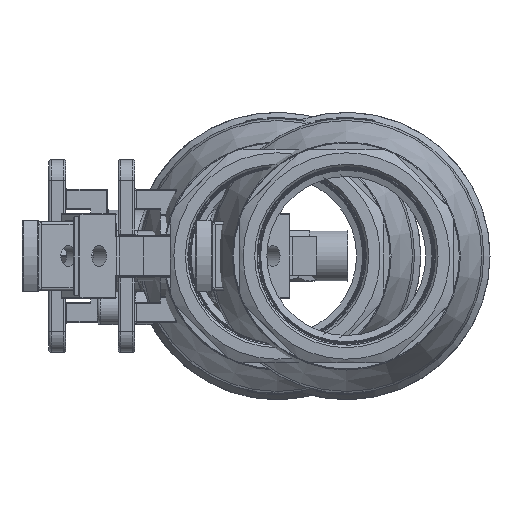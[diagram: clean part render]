
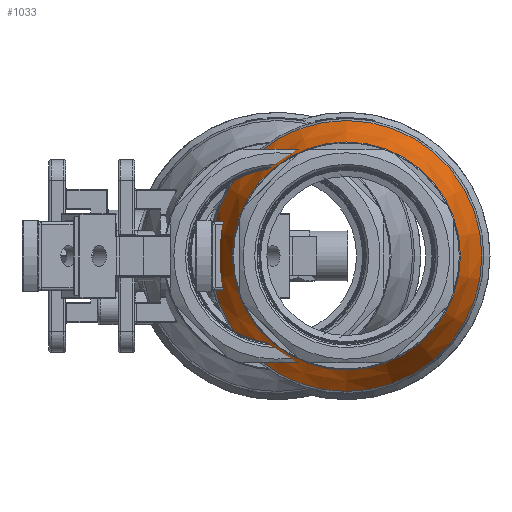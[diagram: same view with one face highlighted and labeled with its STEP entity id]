
A CAD part, left-side view. The second image highlights one B-rep face of the part: STEP entity #1033.
In plain terms, the highlighted conical face has half-angle 22.174 degrees and reference radius 54.5 mm.
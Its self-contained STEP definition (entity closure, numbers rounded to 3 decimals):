
#1033 = ADVANCED_FACE( 'NONE', ( #2765, #2766 ), #2767, .T. );
#2765 = FACE_OUTER_BOUND( '', #7964, .T. );
#2766 = FACE_BOUND( '', #7965, .T. );
#2767 = CONICAL_SURFACE( '', #7966, 54.5, 0.387 );
#7964 = EDGE_LOOP( '', ( #34668 ) );
#7965 = EDGE_LOOP( '', ( #34669 ) );
#7966 = AXIS2_PLACEMENT_3D( '', #34670, #34671, #34672 );
#34668 = ORIENTED_EDGE( '', *, *, #41142, .T. );
#34669 = ORIENTED_EDGE( '', *, *, #41245, .F. );
#34670 = CARTESIAN_POINT( '', ( -53.5, 0., 0. ) );
#34671 = DIRECTION( '', ( 1., 0., 0. ) );
#34672 = DIRECTION( '', ( 0., 0., -1. ) );
#41142 = EDGE_CURVE( 'NONE', #44250, #44250, #44251, .T. );
#41245 = EDGE_CURVE( 'NONE', #44424, #44424, #44425, .T. );
#44250 = VERTEX_POINT( '', #50778 );
#44251 = CIRCLE( '', #50779, 64.763 );
#44424 = VERTEX_POINT( '', #52099 );
#44425 = CIRCLE( '', #52100, 54.5 );
#50778 = CARTESIAN_POINT( '', ( -28.32, 0., 64.763 ) );
#50779 = AXIS2_PLACEMENT_3D( '', #75873, #75874, #75875 );
#52099 = CARTESIAN_POINT( '', ( -53.5, 0., 54.5 ) );
#52100 = AXIS2_PLACEMENT_3D( '', #75989, #75990, #75991 );
#75873 = CARTESIAN_POINT( '', ( -28.32, 0., 0. ) );
#75874 = DIRECTION( '', ( -1., 0., 0. ) );
#75875 = DIRECTION( '', ( 0., 0., 1. ) );
#75989 = CARTESIAN_POINT( '', ( -53.5, 0., 0. ) );
#75990 = DIRECTION( '', ( -1., 0., 0. ) );
#75991 = DIRECTION( '', ( 0., 0., 1. ) );
